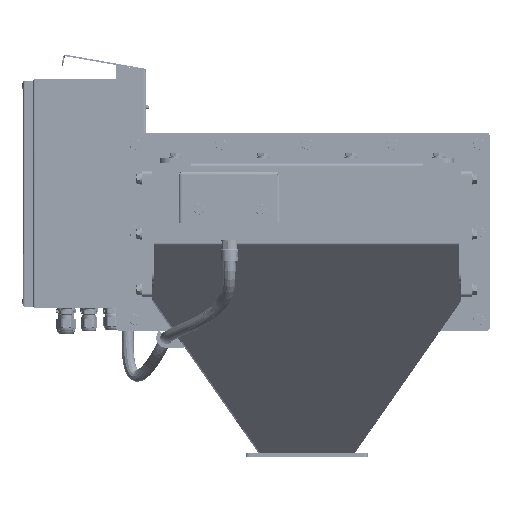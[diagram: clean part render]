
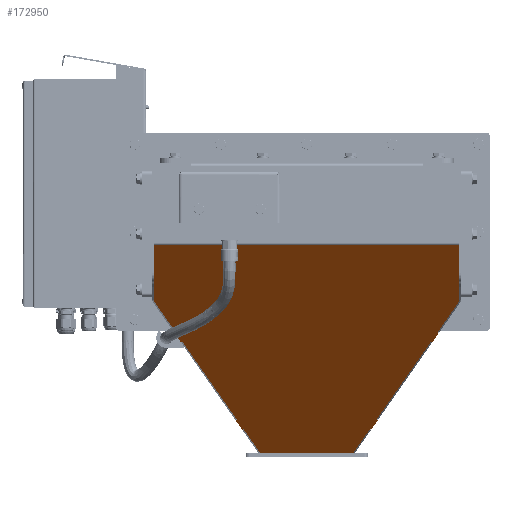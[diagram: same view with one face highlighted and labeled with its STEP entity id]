
A CAD part, front view. The second image highlights one B-rep face of the part: STEP entity #172950.
In plain terms, the highlighted planar face has unit normal (0, -0.707, -0.707).
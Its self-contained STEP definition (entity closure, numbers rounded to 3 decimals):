
#7874=PLANE('',#186647);
#14971=FACE_OUTER_BOUND('',#25810,.T.);
#25810=EDGE_LOOP('',(#126823,#126824,#126825,#126826,#126827,#126828,#126829,
#126830,#126831,#126832,#126833,#126834,#126835,#126836,#126837,#126838,
#126839,#126840,#126841,#126842,#126843,#126844,#126845,#126846));
#37279=CIRCLE('',#186648,6.);
#37280=CIRCLE('',#186649,6.);
#48628=LINE('',#275925,#61010);
#48632=LINE('',#275932,#61014);
#48673=LINE('',#276038,#61055);
#48711=LINE('',#276129,#61093);
#48712=LINE('',#276131,#61094);
#48713=LINE('',#276133,#61095);
#48714=LINE('',#276134,#61096);
#48715=LINE('',#276136,#61097);
#48716=LINE('',#276138,#61098);
#48717=LINE('',#276140,#61099);
#48718=LINE('',#276142,#61100);
#48719=LINE('',#276144,#61101);
#48720=LINE('',#276148,#61102);
#48721=LINE('',#276150,#61103);
#48722=LINE('',#276152,#61104);
#48723=LINE('',#276156,#61105);
#48724=LINE('',#276158,#61106);
#48725=LINE('',#276160,#61107);
#48726=LINE('',#276162,#61108);
#48727=LINE('',#276164,#61109);
#48728=LINE('',#276165,#61110);
#48729=LINE('',#276166,#61111);
#61010=VECTOR('',#218880,10.);
#61014=VECTOR('',#218886,10.);
#61055=VECTOR('',#218965,10.);
#61093=VECTOR('',#219029,10.);
#61094=VECTOR('',#219030,10.);
#61095=VECTOR('',#219031,10.);
#61096=VECTOR('',#219032,10.);
#61097=VECTOR('',#219033,10.);
#61098=VECTOR('',#219034,10.);
#61099=VECTOR('',#219035,10.);
#61100=VECTOR('',#219036,10.);
#61101=VECTOR('',#219037,10.);
#61102=VECTOR('',#219040,10.);
#61103=VECTOR('',#219041,10.);
#61104=VECTOR('',#219042,10.);
#61105=VECTOR('',#219045,10.);
#61106=VECTOR('',#219046,10.);
#61107=VECTOR('',#219047,10.);
#61108=VECTOR('',#219048,10.);
#61109=VECTOR('',#219049,10.);
#61110=VECTOR('',#219050,10.);
#61111=VECTOR('',#219051,10.);
#74409=VERTEX_POINT('',#275922);
#74410=VERTEX_POINT('',#275924);
#74412=VERTEX_POINT('',#275930);
#74457=VERTEX_POINT('',#276035);
#74458=VERTEX_POINT('',#276037);
#74497=VERTEX_POINT('',#276127);
#74498=VERTEX_POINT('',#276128);
#74499=VERTEX_POINT('',#276130);
#74500=VERTEX_POINT('',#276132);
#74501=VERTEX_POINT('',#276135);
#74502=VERTEX_POINT('',#276137);
#74503=VERTEX_POINT('',#276139);
#74504=VERTEX_POINT('',#276141);
#74505=VERTEX_POINT('',#276143);
#74506=VERTEX_POINT('',#276145);
#74507=VERTEX_POINT('',#276147);
#74508=VERTEX_POINT('',#276149);
#74509=VERTEX_POINT('',#276151);
#74510=VERTEX_POINT('',#276153);
#74511=VERTEX_POINT('',#276155);
#74512=VERTEX_POINT('',#276157);
#74513=VERTEX_POINT('',#276159);
#74514=VERTEX_POINT('',#276161);
#74515=VERTEX_POINT('',#276163);
#93331=EDGE_CURVE('',#74410,#74409,#48628,.T.);
#93335=EDGE_CURVE('',#74409,#74412,#48632,.T.);
#93390=EDGE_CURVE('',#74457,#74458,#48673,.T.);
#93437=EDGE_CURVE('',#74497,#74498,#48711,.T.);
#93438=EDGE_CURVE('',#74497,#74499,#48712,.T.);
#93439=EDGE_CURVE('',#74500,#74499,#48713,.T.);
#93440=EDGE_CURVE('',#74458,#74500,#48714,.T.);
#93441=EDGE_CURVE('',#74457,#74501,#48715,.T.);
#93442=EDGE_CURVE('',#74501,#74502,#48716,.T.);
#93443=EDGE_CURVE('',#74502,#74503,#48717,.T.);
#93444=EDGE_CURVE('',#74503,#74504,#48718,.T.);
#93445=EDGE_CURVE('',#74504,#74505,#48719,.T.);
#93446=EDGE_CURVE('',#74506,#74505,#37279,.T.);
#93447=EDGE_CURVE('',#74507,#74506,#48720,.T.);
#93448=EDGE_CURVE('',#74507,#74508,#48721,.T.);
#93449=EDGE_CURVE('',#74508,#74509,#48722,.T.);
#93450=EDGE_CURVE('',#74510,#74509,#37280,.T.);
#93451=EDGE_CURVE('',#74510,#74511,#48723,.T.);
#93452=EDGE_CURVE('',#74512,#74511,#48724,.T.);
#93453=EDGE_CURVE('',#74513,#74512,#48725,.T.);
#93454=EDGE_CURVE('',#74514,#74513,#48726,.T.);
#93455=EDGE_CURVE('',#74514,#74515,#48727,.T.);
#93456=EDGE_CURVE('',#74515,#74410,#48728,.T.);
#93457=EDGE_CURVE('',#74412,#74498,#48729,.T.);
#126823=ORIENTED_EDGE('',*,*,#93437,.F.);
#126824=ORIENTED_EDGE('',*,*,#93438,.T.);
#126825=ORIENTED_EDGE('',*,*,#93439,.F.);
#126826=ORIENTED_EDGE('',*,*,#93440,.F.);
#126827=ORIENTED_EDGE('',*,*,#93390,.F.);
#126828=ORIENTED_EDGE('',*,*,#93441,.T.);
#126829=ORIENTED_EDGE('',*,*,#93442,.T.);
#126830=ORIENTED_EDGE('',*,*,#93443,.T.);
#126831=ORIENTED_EDGE('',*,*,#93444,.T.);
#126832=ORIENTED_EDGE('',*,*,#93445,.T.);
#126833=ORIENTED_EDGE('',*,*,#93446,.F.);
#126834=ORIENTED_EDGE('',*,*,#93447,.F.);
#126835=ORIENTED_EDGE('',*,*,#93448,.T.);
#126836=ORIENTED_EDGE('',*,*,#93449,.T.);
#126837=ORIENTED_EDGE('',*,*,#93450,.F.);
#126838=ORIENTED_EDGE('',*,*,#93451,.T.);
#126839=ORIENTED_EDGE('',*,*,#93452,.F.);
#126840=ORIENTED_EDGE('',*,*,#93453,.F.);
#126841=ORIENTED_EDGE('',*,*,#93454,.F.);
#126842=ORIENTED_EDGE('',*,*,#93455,.T.);
#126843=ORIENTED_EDGE('',*,*,#93456,.T.);
#126844=ORIENTED_EDGE('',*,*,#93331,.T.);
#126845=ORIENTED_EDGE('',*,*,#93335,.T.);
#126846=ORIENTED_EDGE('',*,*,#93457,.T.);
#172950=ADVANCED_FACE('',(#14971),#7874,.F.);
#186647=AXIS2_PLACEMENT_3D('',#276126,#219027,#219028);
#186648=AXIS2_PLACEMENT_3D('',#276146,#219038,#219039);
#186649=AXIS2_PLACEMENT_3D('',#276154,#219043,#219044);
#218880=DIRECTION('',(0.443,0.634,-0.634));
#218886=DIRECTION('',(0.896,-0.314,0.314));
#218965=DIRECTION('',(0.896,0.314,-0.314));
#219027=DIRECTION('center_axis',(0.,0.707,
0.707));
#219028=DIRECTION('ref_axis',(1.,0.,0.));
#219029=DIRECTION('',(-1.,0.,0.));
#219030=DIRECTION('',(0.443,-0.634,0.634));
#219031=DIRECTION('',(-0.896,-0.314,0.314));
#219032=DIRECTION('',(-0.443,0.634,-0.634));
#219033=DIRECTION('',(0.443,-0.634,0.634));
#219034=DIRECTION('',(0.896,0.314,-0.314));
#219035=DIRECTION('',(0.443,-0.634,0.634));
#219036=DIRECTION('',(-0.896,-0.314,0.314));
#219037=DIRECTION('',(0.443,-0.634,0.634));
#219038=DIRECTION('center_axis',(0.,0.707,
0.707));
#219039=DIRECTION('ref_axis',(0.974,0.161,-0.161));
#219040=DIRECTION('',(0.,0.707,-0.707));
#219041=DIRECTION('',(-1.,0.,0.));
#219042=DIRECTION('',(0.,0.707,-0.707));
#219043=DIRECTION('center_axis',(0.,0.707,
0.707));
#219044=DIRECTION('ref_axis',(-0.974,0.161,-0.161));
#219045=DIRECTION('',(0.443,0.634,-0.634));
#219046=DIRECTION('',(0.896,-0.314,0.314));
#219047=DIRECTION('',(-0.443,-0.634,0.634));
#219048=DIRECTION('',(-0.896,0.314,-0.314));
#219049=DIRECTION('',(0.443,0.634,-0.634));
#219050=DIRECTION('',(-0.896,0.314,-0.314));
#219051=DIRECTION('',(0.443,0.634,-0.634));
#275922=CARTESIAN_POINT('',(-84.462,-488.891,-346.937));
#275924=CARTESIAN_POINT('',(-93.33,-501.567,-334.261));
#275925=CARTESIAN_POINT('',(-93.33,-501.567,-334.261));
#275930=CARTESIAN_POINT('',(-82.67,-489.518,-346.31));
#275932=CARTESIAN_POINT('',(-84.462,-488.891,-346.937));
#276035=CARTESIAN_POINT('',(91.538,-502.194,-333.634));
#276037=CARTESIAN_POINT('',(93.33,-501.567,-334.261));
#276038=CARTESIAN_POINT('',(91.538,-502.194,-333.634));
#276126=CARTESIAN_POINT('Origin',(0.,-701.78,
-134.048));
#276127=CARTESIAN_POINT('',(60.5,-457.829,-378.));
#276128=CARTESIAN_POINT('',(-60.5,-457.829,-378.));
#276129=CARTESIAN_POINT('',(0.,-457.829,-378.));
#276130=CARTESIAN_POINT('',(82.67,-489.518,-346.31));
#276131=CARTESIAN_POINT('',(60.5,-457.828,-378.));
#276132=CARTESIAN_POINT('',(84.462,-488.891,-346.937));
#276133=CARTESIAN_POINT('',(84.462,-488.891,-346.937));
#276134=CARTESIAN_POINT('',(93.33,-501.567,-334.261));
#276135=CARTESIAN_POINT('',(162.481,-603.602,-232.227));
#276136=CARTESIAN_POINT('',(60.5,-457.828,-378.));
#276137=CARTESIAN_POINT('',(164.274,-602.975,-232.854));
#276138=CARTESIAN_POINT('',(162.481,-603.602,-232.227));
#276139=CARTESIAN_POINT('',(173.141,-615.651,-220.178));
#276140=CARTESIAN_POINT('',(164.274,-602.975,-232.854));
#276141=CARTESIAN_POINT('',(171.349,-616.278,-219.551));
#276142=CARTESIAN_POINT('',(173.141,-615.651,-220.178));
#276143=CARTESIAN_POINT('',(199.378,-656.343,-179.485));
#276144=CARTESIAN_POINT('',(60.5,-457.828,-378.));
#276145=CARTESIAN_POINT('',(200.,-658.225,-177.604));
#276146=CARTESIAN_POINT('Origin',(194.,-658.225,-177.604));
#276147=CARTESIAN_POINT('',(200.,-730.828,-105.));
#276148=CARTESIAN_POINT('',(200.,-598.847,-236.981));
#276149=CARTESIAN_POINT('',(-200.,-730.828,-105.));
#276150=CARTESIAN_POINT('',(100.,-730.828,-105.));
#276151=CARTESIAN_POINT('',(-200.,-658.225,-177.604));
#276152=CARTESIAN_POINT('',(-200.,-731.376,-104.453));
#276153=CARTESIAN_POINT('',(-199.378,-656.343,-179.485));
#276154=CARTESIAN_POINT('Origin',(-194.,-658.225,-177.604));
#276155=CARTESIAN_POINT('',(-171.349,-616.278,-219.551));
#276156=CARTESIAN_POINT('',(-200.,-657.233,-178.596));
#276157=CARTESIAN_POINT('',(-173.141,-615.651,-220.178));
#276158=CARTESIAN_POINT('',(-173.141,-615.651,-220.178));
#276159=CARTESIAN_POINT('',(-164.274,-602.975,-232.854));
#276160=CARTESIAN_POINT('',(-164.274,-602.975,-232.854));
#276161=CARTESIAN_POINT('',(-162.481,-603.602,-232.227));
#276162=CARTESIAN_POINT('',(-162.481,-603.602,-232.227));
#276163=CARTESIAN_POINT('',(-91.538,-502.194,-333.634));
#276164=CARTESIAN_POINT('',(-200.,-657.233,-178.596));
#276165=CARTESIAN_POINT('',(-91.538,-502.194,-333.634));
#276166=CARTESIAN_POINT('',(-200.,-657.233,-178.596));
